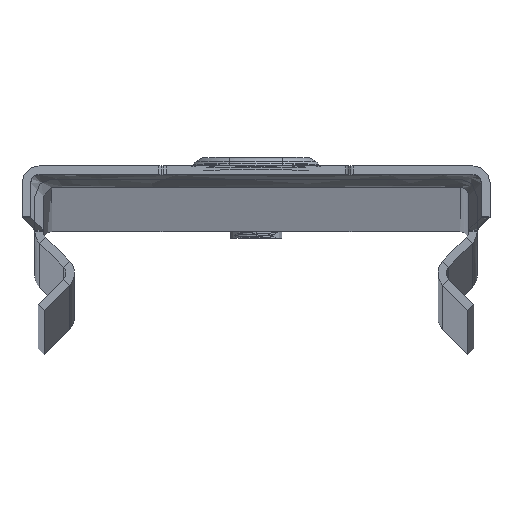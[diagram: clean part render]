
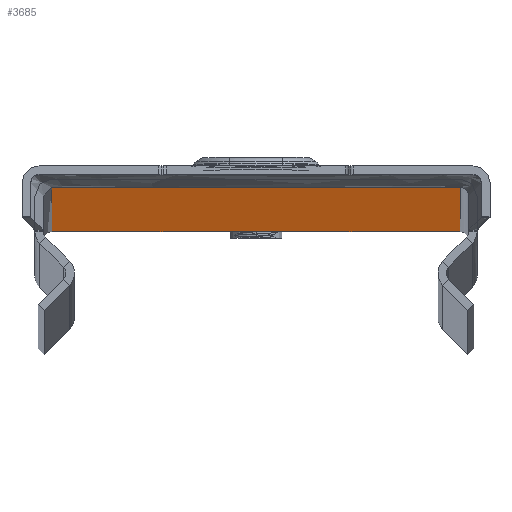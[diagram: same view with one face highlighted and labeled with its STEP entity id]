
A CAD part, top view. The second image highlights one B-rep face of the part: STEP entity #3685.
In plain terms, the highlighted planar face has unit normal (0, -1, 0).
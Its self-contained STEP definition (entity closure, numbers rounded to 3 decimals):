
#225 = VERTEX_POINT ( 'NONE', #4259 ) ;
#290 = AXIS2_PLACEMENT_3D ( 'NONE', #1141, #696, #995 ) ;
#307 = EDGE_CURVE ( 'NONE', #2169, #7999, #2179, .T. ) ;
#394 = AXIS2_PLACEMENT_3D ( 'NONE', #2370, #2336, #2303 ) ;
#514 = LINE ( 'NONE', #4744, #1321 ) ;
#543 = CARTESIAN_POINT ( 'NONE',  ( -24., 0., 0. ) ) ;
#696 = DIRECTION ( 'NONE',  ( 0., 1., 0. ) ) ;
#707 = ORIENTED_EDGE ( 'NONE', *, *, #8094, .T. ) ;
#757 = CIRCLE ( 'NONE', #2758, 7.3 ) ;
#995 = DIRECTION ( 'NONE',  ( 0., 0., 1. ) ) ;
#1015 = AXIS2_PLACEMENT_3D ( 'NONE', #1157, #1128, #1096 ) ;
#1047 = LINE ( 'NONE', #3447, #1843 ) ;
#1096 = DIRECTION ( 'NONE',  ( 0., 0., -1. ) ) ;
#1120 = VERTEX_POINT ( 'NONE', #7515 ) ;
#1128 = DIRECTION ( 'NONE',  ( 0., -1., 0. ) ) ;
#1141 = CARTESIAN_POINT ( 'NONE',  ( 10.5, 0., -2969. ) ) ;
#1157 = CARTESIAN_POINT ( 'NONE',  ( -11.414, 0., -2968.5 ) ) ;
#1244 = CARTESIAN_POINT ( 'NONE',  ( 25., 0., -2968.5 ) ) ;
#1321 = VECTOR ( 'NONE', #4981, 1000. ) ;
#1338 = EDGE_LOOP ( 'NONE', ( #1803, #3074 ) ) ;
#1602 = CARTESIAN_POINT ( 'NONE',  ( 11.061, 0., -2968.854 ) ) ;
#1666 = VERTEX_POINT ( 'NONE', #6176 ) ;
#1716 = CIRCLE ( 'NONE', #7138, 0.5 ) ;
#1741 = ORIENTED_EDGE ( 'NONE', *, *, #5820, .T. ) ;
#1803 = ORIENTED_EDGE ( 'NONE', *, *, #5134, .T. ) ;
#1819 = EDGE_CURVE ( 'NONE', #6190, #225, #1716, .T. ) ;
#1828 = LINE ( 'NONE', #5742, #6877 ) ;
#1843 = VECTOR ( 'NONE', #2900, 1000. ) ;
#1849 = DIRECTION ( 'NONE',  ( 0., 1., 0. ) ) ;
#1996 = VERTEX_POINT ( 'NONE', #5016 ) ;
#2073 = VECTOR ( 'NONE', #5354, 1000. ) ;
#2169 = VERTEX_POINT ( 'NONE', #7121 ) ;
#2179 = CIRCLE ( 'NONE', #290, 0.5 ) ;
#2197 = LINE ( 'NONE', #5343, #4618 ) ;
#2241 = ORIENTED_EDGE ( 'NONE', *, *, #5631, .T. ) ;
#2262 = ORIENTED_EDGE ( 'NONE', *, *, #7609, .F. ) ;
#2274 = DIRECTION ( 'NONE',  ( 1., 0., 0. ) ) ;
#2303 = DIRECTION ( 'NONE',  ( -1., 0., 0. ) ) ;
#2336 = DIRECTION ( 'NONE',  ( 0., 1., 0. ) ) ;
#2370 = CARTESIAN_POINT ( 'NONE',  ( 0., 0., -2955. ) ) ;
#2402 = AXIS2_PLACEMENT_3D ( 'NONE', #5684, #1849, #6298 ) ;
#2417 = EDGE_CURVE ( 'NONE', #225, #1120, #514, .T. ) ;
#2672 = CARTESIAN_POINT ( 'NONE',  ( 11.207, 0., -2969. ) ) ;
#2758 = AXIS2_PLACEMENT_3D ( 'NONE', #7391, #7362, #7341 ) ;
#2900 = DIRECTION ( 'NONE',  ( 0.707, 0., 0.707 ) ) ;
#2943 = LINE ( 'NONE', #4706, #2073 ) ;
#3074 = ORIENTED_EDGE ( 'NONE', *, *, #4407, .T. ) ;
#3101 = CARTESIAN_POINT ( 'NONE',  ( -11.061, 0., -2968.854 ) ) ;
#3310 = DIRECTION ( 'NONE',  ( 0.707, 0., -0.707 ) ) ;
#3447 = CARTESIAN_POINT ( 'NONE',  ( -11.207, 0., -2969. ) ) ;
#3608 = CARTESIAN_POINT ( 'NONE',  ( 7.3, 0., -2955. ) ) ;
#3647 = VECTOR ( 'NONE', #6962, 1000. ) ;
#3685 = ADVANCED_FACE ( 'NONE', ( #7741, #5692 ), #6199, .T. ) ;
#3847 = VERTEX_POINT ( 'NONE', #7751 ) ;
#3913 = VECTOR ( 'NONE', #3310, 1000. ) ;
#3968 = EDGE_CURVE ( 'NONE', #5600, #1666, #1047, .T. ) ;
#4003 = ORIENTED_EDGE ( 'NONE', *, *, #6808, .F. ) ;
#4128 = CARTESIAN_POINT ( 'NONE',  ( -11.414, 0., -2969. ) ) ;
#4259 = CARTESIAN_POINT ( 'NONE',  ( 11.414, 0., -2969. ) ) ;
#4279 = DIRECTION ( 'NONE',  ( 0., 0., -1. ) ) ;
#4301 = DIRECTION ( 'NONE',  ( 0., -1., 0. ) ) ;
#4365 = AXIS2_PLACEMENT_3D ( 'NONE', #4535, #4301, #4279 ) ;
#4405 = VERTEX_POINT ( 'NONE', #543 ) ;
#4407 = EDGE_CURVE ( 'NONE', #4522, #3847, #757, .T. ) ;
#4522 = VERTEX_POINT ( 'NONE', #3608 ) ;
#4535 = CARTESIAN_POINT ( 'NONE',  ( 25., 0., -2969. ) ) ;
#4553 = ORIENTED_EDGE ( 'NONE', *, *, #6348, .T. ) ;
#4557 = EDGE_CURVE ( 'NONE', #6857, #5600, #5409, .T. ) ;
#4589 = ORIENTED_EDGE ( 'NONE', *, *, #3968, .T. ) ;
#4618 = VECTOR ( 'NONE', #7154, 1000. ) ;
#4706 = CARTESIAN_POINT ( 'NONE',  ( -24., 0., -2969. ) ) ;
#4744 = CARTESIAN_POINT ( 'NONE',  ( 25., 0., -2969. ) ) ;
#4808 = CARTESIAN_POINT ( 'NONE',  ( -10.5, 0., -2968.5 ) ) ;
#4981 = DIRECTION ( 'NONE',  ( 1., 0., 0. ) ) ;
#5016 = CARTESIAN_POINT ( 'NONE',  ( -24., 0., -2969. ) ) ;
#5026 = VECTOR ( 'NONE', #2274, 1000. ) ;
#5045 = CIRCLE ( 'NONE', #394, 7.3 ) ;
#5131 = ORIENTED_EDGE ( 'NONE', *, *, #307, .T. ) ;
#5134 = EDGE_CURVE ( 'NONE', #3847, #4522, #5045, .T. ) ;
#5343 = CARTESIAN_POINT ( 'NONE',  ( 24., 0., -2969. ) ) ;
#5354 = DIRECTION ( 'NONE',  ( 0., 0., 1. ) ) ;
#5409 = CIRCLE ( 'NONE', #1015, 0.5 ) ;
#5600 = VERTEX_POINT ( 'NONE', #3101 ) ;
#5631 = EDGE_CURVE ( 'NONE', #1666, #6177, #6188, .T. ) ;
#5684 = CARTESIAN_POINT ( 'NONE',  ( -10.5, 0., -2969. ) ) ;
#5692 = FACE_OUTER_BOUND ( 'NONE', #7650, .T. ) ;
#5742 = CARTESIAN_POINT ( 'NONE',  ( 25., 0., -2969. ) ) ;
#5820 = EDGE_CURVE ( 'NONE', #7999, #6190, #7605, .T. ) ;
#6176 = CARTESIAN_POINT ( 'NONE',  ( -10.854, 0., -2968.646 ) ) ;
#6177 = VERTEX_POINT ( 'NONE', #4808 ) ;
#6188 = CIRCLE ( 'NONE', #2402, 0.5 ) ;
#6190 = VERTEX_POINT ( 'NONE', #1602 ) ;
#6199 = PLANE ( 'NONE',  #4365 ) ;
#6298 = DIRECTION ( 'NONE',  ( 0., 0., 1. ) ) ;
#6348 = EDGE_CURVE ( 'NONE', #6177, #2169, #6640, .T. ) ;
#6365 = DIRECTION ( 'NONE',  ( 1., 0., 0. ) ) ;
#6394 = EDGE_CURVE ( 'NONE', #1996, #6857, #1828, .T. ) ;
#6640 = LINE ( 'NONE', #1244, #3647 ) ;
#6743 = ORIENTED_EDGE ( 'NONE', *, *, #2417, .T. ) ;
#6751 = ORIENTED_EDGE ( 'NONE', *, *, #1819, .T. ) ;
#6808 = EDGE_CURVE ( 'NONE', #1996, #4405, #2943, .T. ) ;
#6857 = VERTEX_POINT ( 'NONE', #4128 ) ;
#6877 = VECTOR ( 'NONE', #6365, 1000. ) ;
#6962 = DIRECTION ( 'NONE',  ( 1., 0., 0. ) ) ;
#7121 = CARTESIAN_POINT ( 'NONE',  ( 10.5, 0., -2968.5 ) ) ;
#7138 = AXIS2_PLACEMENT_3D ( 'NONE', #7639, #7720, #7733 ) ;
#7154 = DIRECTION ( 'NONE',  ( 0., 0., 1. ) ) ;
#7341 = DIRECTION ( 'NONE',  ( -1., 0., 0. ) ) ;
#7362 = DIRECTION ( 'NONE',  ( 0., 1., 0. ) ) ;
#7391 = CARTESIAN_POINT ( 'NONE',  ( 0., 0., -2955. ) ) ;
#7515 = CARTESIAN_POINT ( 'NONE',  ( 24., 0., -2969. ) ) ;
#7520 = ORIENTED_EDGE ( 'NONE', *, *, #4557, .T. ) ;
#7605 = LINE ( 'NONE', #2672, #3913 ) ;
#7609 = EDGE_CURVE ( 'NONE', #4405, #7658, #7929, .T. ) ;
#7639 = CARTESIAN_POINT ( 'NONE',  ( 11.414, 0., -2968.5 ) ) ;
#7650 = EDGE_LOOP ( 'NONE', ( #1741, #6751, #6743, #707, #2262, #4003, #8037, #7520, #4589, #2241, #4553, #5131 ) ) ;
#7653 = CARTESIAN_POINT ( 'NONE',  ( 10.854, 0., -2968.646 ) ) ;
#7658 = VERTEX_POINT ( 'NONE', #7975 ) ;
#7720 = DIRECTION ( 'NONE',  ( 0., -1., 0. ) ) ;
#7733 = DIRECTION ( 'NONE',  ( 0., 0., -1. ) ) ;
#7741 = FACE_BOUND ( 'NONE', #1338, .T. ) ;
#7751 = CARTESIAN_POINT ( 'NONE',  ( -7.3, 0., -2955. ) ) ;
#7893 = CARTESIAN_POINT ( 'NONE',  ( 25., 0., 0. ) ) ;
#7929 = LINE ( 'NONE', #7893, #5026 ) ;
#7975 = CARTESIAN_POINT ( 'NONE',  ( 24., 0., 0. ) ) ;
#7999 = VERTEX_POINT ( 'NONE', #7653 ) ;
#8037 = ORIENTED_EDGE ( 'NONE', *, *, #6394, .T. ) ;
#8094 = EDGE_CURVE ( 'NONE', #1120, #7658, #2197, .T. ) ;
